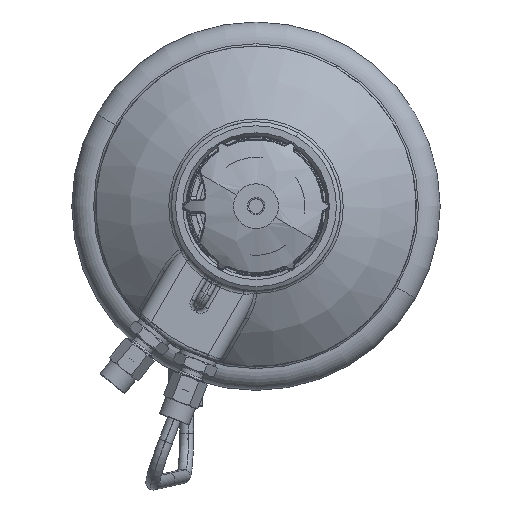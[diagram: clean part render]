
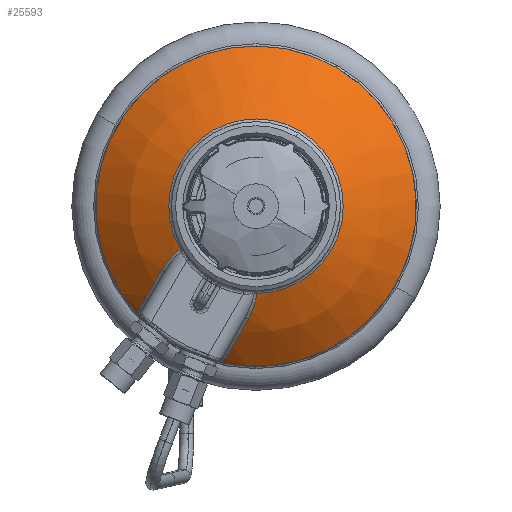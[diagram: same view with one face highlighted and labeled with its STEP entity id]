
A CAD part, front view. The second image highlights one B-rep face of the part: STEP entity #25593.
In plain terms, the highlighted spherical face has radius 84 mm.
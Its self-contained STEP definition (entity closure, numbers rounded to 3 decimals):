
#21837=CARTESIAN_POINT('',(27.542,32.73,16.273));
#21838=CARTESIAN_POINT('',(28.236,33.044,16.598));
#21839=CARTESIAN_POINT('',(29.689,33.699,17.157));
#21840=CARTESIAN_POINT('',(32.353,34.938,17.813));
#21841=CARTESIAN_POINT('',(34.522,35.984,18.134));
#21842=CARTESIAN_POINT('',(36.36,36.902,18.252));
#21843=CARTESIAN_POINT('',(37.316,37.391,18.252));
#21850=CARTESIAN_POINT('',(56.097,50.363,17.456));
#21851=CARTESIAN_POINT('',(55.918,50.242,17.616));
#21852=CARTESIAN_POINT('',(55.526,49.96,17.893));
#21853=CARTESIAN_POINT('',(54.821,49.404,18.178));
#21854=CARTESIAN_POINT('',(54.289,48.953,18.252));
#21855=CARTESIAN_POINT('',(54.007,48.707,18.252));
#21857=CARTESIAN_POINT('',(0.,110.4,
18.252));
#21858=DIRECTION('',(0.,0.,-1.));
#21859=DIRECTION('',(0.659,-0.752,0.));
#21860=AXIS2_PLACEMENT_3D('',#21857,#21858,#21859);
#21862=CARTESIAN_POINT('',(27.542,32.73,
-16.273));
#21863=CARTESIAN_POINT('',(28.541,33.182,
-16.741));
#21864=CARTESIAN_POINT('',(30.63,34.128,
-17.449));
#21865=CARTESIAN_POINT('',(33.759,35.606,
-18.074));
#21866=CARTESIAN_POINT('',(36.104,36.771,
-18.252));
#21867=CARTESIAN_POINT('',(37.316,37.391,
-18.252));
#21869=CARTESIAN_POINT('',(0.,110.4,
-18.252));
#21870=DIRECTION('',(0.,0.,1.));
#21871=DIRECTION('',(0.455,-0.89,0.));
#21872=AXIS2_PLACEMENT_3D('',#21869,#21870,#21871);
#21874=CARTESIAN_POINT('',(54.007,48.707,
-18.252));
#21875=CARTESIAN_POINT('',(54.297,48.958,
-18.246));
#21876=CARTESIAN_POINT('',(54.836,49.417,
-18.178));
#21877=CARTESIAN_POINT('',(55.541,49.971,
-17.882));
#21878=CARTESIAN_POINT('',(55.925,50.248,
-17.614));
#21879=CARTESIAN_POINT('',(56.096,50.363,
-17.457));
#21881=CARTESIAN_POINT('',(0.,50.363,0.));
#21882=DIRECTION('',(0.,1.,0.));
#21883=DIRECTION('',(0.955,0.,-0.297));
#21884=AXIS2_PLACEMENT_3D('',#21881,#21882,#21883);
#21886=CARTESIAN_POINT('',(0.,50.363,0.));
#21887=DIRECTION('',(0.,1.,0.));
#21888=DIRECTION('',(-1.,0.,0.));
#21889=AXIS2_PLACEMENT_3D('',#21886,#21887,#21888);
#21938=CARTESIAN_POINT('',(56.097,50.363,17.456));
#23505=CARTESIAN_POINT('',(0.,32.73,0.));
#23506=DIRECTION('',(0.,1.,0.));
#23507=DIRECTION('',(0.861,0.,-0.509));
#23508=AXIS2_PLACEMENT_3D('',#23505,#23506,#23507);
#23510=CARTESIAN_POINT('',(0.,32.73,0.));
#23511=DIRECTION('',(0.,1.,0.));
#23512=DIRECTION('',(-1.,0.,0.));
#23513=AXIS2_PLACEMENT_3D('',#23510,#23511,#23512);
#23515=CARTESIAN_POINT('',(0.,32.73,0.));
#23516=DIRECTION('',(0.,1.,0.));
#23517=DIRECTION('',(-1.,0.,0.007));
#23518=AXIS2_PLACEMENT_3D('',#23515,#23516,#23517);
#23980=CARTESIAN_POINT('',(56.096,50.363,
-17.457));
#23981=CARTESIAN_POINT('',(-58.75,50.363,0.));
#23982=VERTEX_POINT('',#23980);
#23983=VERTEX_POINT('',#23981);
#24034=VERTEX_POINT('',#21938);
#24103=CARTESIAN_POINT('',(27.542,32.73,
-16.273));
#24104=VERTEX_POINT('',#24103);
#24105=CARTESIAN_POINT('',(-31.99,32.73,
0.22));
#24106=CARTESIAN_POINT('',(27.542,32.73,16.273));
#24107=VERTEX_POINT('',#24105);
#24108=VERTEX_POINT('',#24106);
#24109=CARTESIAN_POINT('',(-31.991,32.73,
0.));
#24110=VERTEX_POINT('',#24109);
#24148=VERTEX_POINT('',#21843);
#24149=VERTEX_POINT('',#21855);
#24150=VERTEX_POINT('',#21867);
#24151=CARTESIAN_POINT('',(54.007,48.707,
-18.252));
#24152=VERTEX_POINT('',#24151);
#25566=CARTESIAN_POINT('',(0.,110.4,0.));
#25567=DIRECTION('',(0.,-1.,0.));
#25568=DIRECTION('',(-1.,0.,0.));
#25569=AXIS2_PLACEMENT_3D('',#25566,#25567,#25568);
#25570=SPHERICAL_SURFACE('',#25569,84.);
#25572=ORIENTED_EDGE('',*,*,#25571,.T.);
#25573=ORIENTED_EDGE('',*,*,#25508,.T.);
#25574=ORIENTED_EDGE('',*,*,#25556,.F.);
#25576=ORIENTED_EDGE('',*,*,#25575,.F.);
#25578=ORIENTED_EDGE('',*,*,#25577,.F.);
#25580=ORIENTED_EDGE('',*,*,#25579,.F.);
#25582=ORIENTED_EDGE('',*,*,#25581,.T.);
#25584=ORIENTED_EDGE('',*,*,#25583,.T.);
#25586=ORIENTED_EDGE('',*,*,#25585,.T.);
#25588=ORIENTED_EDGE('',*,*,#25587,.T.);
#25590=ORIENTED_EDGE('',*,*,#25589,.T.);
#25591=EDGE_LOOP('',(#25572,#25573,#25574,#25576,#25578,#25580,#25582,#25584,
#25586,#25588,#25590));
#25592=FACE_OUTER_BOUND('',#25591,.F.);
#25593=ADVANCED_FACE('',(#25592),#25570,.T.);
#21844=B_SPLINE_CURVE_WITH_KNOTS('',3,(#21837,#21838,#21839,#21840,#21841,
#21842,#21843),.UNSPECIFIED.,.F.,.F.,(4,1,1,1,4),(0.,0.25,0.5,0.75,
1.),.UNSPECIFIED.);
#21856=B_SPLINE_CURVE_WITH_KNOTS('',3,(#21850,#21851,#21852,#21853,#21854,
#21855),.UNSPECIFIED.,.F.,.F.,(4,1,1,4),(0.,0.333,
0.667,1.),.UNSPECIFIED.);
#21861=CIRCLE('',#21860,81.993);
#21868=B_SPLINE_CURVE_WITH_KNOTS('',3,(#21862,#21863,#21864,#21865,#21866,
#21867),.UNSPECIFIED.,.F.,.F.,(4,1,1,4),(0.,0.333,
0.667,1.),.UNSPECIFIED.);
#21873=CIRCLE('',#21872,81.993);
#21880=B_SPLINE_CURVE_WITH_KNOTS('',3,(#21874,#21875,#21876,#21877,#21878,
#21879),.UNSPECIFIED.,.F.,.F.,(4,1,1,4),(0.,0.333,
0.667,1.),.UNSPECIFIED.);
#21885=CIRCLE('',#21884,58.75);
#21890=CIRCLE('',#21889,58.75);
#23509=CIRCLE('',#23508,31.991);
#23514=CIRCLE('',#23513,31.991);
#23519=CIRCLE('',#23518,31.991);
#25508=EDGE_CURVE('',#24149,#24148,#21861,.T.);
#25556=EDGE_CURVE('',#24108,#24148,#21844,.T.);
#25571=EDGE_CURVE('',#24034,#24149,#21856,.T.);
#25575=EDGE_CURVE('',#24107,#24108,#23519,.T.);
#25577=EDGE_CURVE('',#24110,#24107,#23514,.T.);
#25579=EDGE_CURVE('',#24104,#24110,#23509,.T.);
#25581=EDGE_CURVE('',#24104,#24150,#21868,.T.);
#25583=EDGE_CURVE('',#24150,#24152,#21873,.T.);
#25585=EDGE_CURVE('',#24152,#23982,#21880,.T.);
#25587=EDGE_CURVE('',#23982,#23983,#21885,.T.);
#25589=EDGE_CURVE('',#23983,#24034,#21890,.T.);
